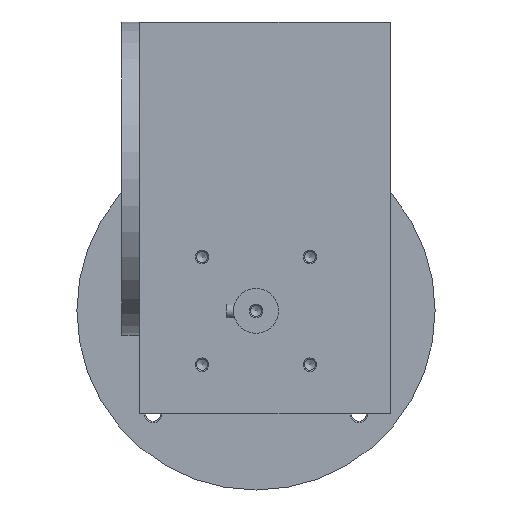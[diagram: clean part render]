
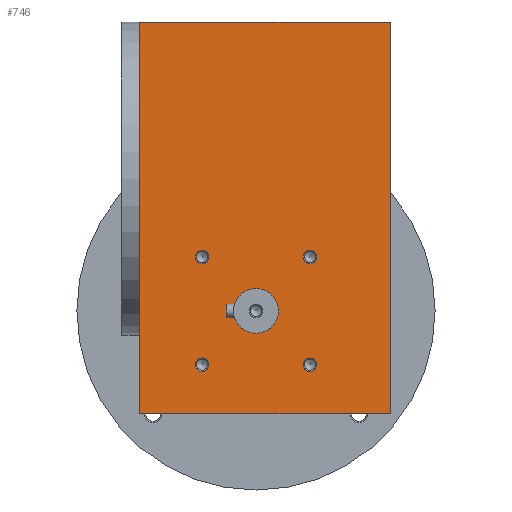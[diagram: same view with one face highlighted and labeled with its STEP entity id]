
A CAD part, left-side view. The second image highlights one B-rep face of the part: STEP entity #746.
In plain terms, the highlighted planar face has unit normal (-1, 0, 0).
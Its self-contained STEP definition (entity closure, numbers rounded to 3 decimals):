
#746 = ADVANCED_FACE( '', ( #1684, #1685, #1686, #1687, #1688, #1689 ), #1690, .F. );
#1684 = FACE_BOUND( '', #2794, .T. );
#1685 = FACE_BOUND( '', #2795, .T. );
#1686 = FACE_BOUND( '', #2796, .T. );
#1687 = FACE_BOUND( '', #2797, .T. );
#1688 = FACE_BOUND( '', #2798, .T. );
#1689 = FACE_OUTER_BOUND( '', #2799, .T. );
#1690 = PLANE( '', #2800 );
#2794 = EDGE_LOOP( '', ( #4599 ) );
#2795 = EDGE_LOOP( '', ( #4600 ) );
#2796 = EDGE_LOOP( '', ( #4601 ) );
#2797 = EDGE_LOOP( '', ( #4602 ) );
#2798 = EDGE_LOOP( '', ( #4603 ) );
#2799 = EDGE_LOOP( '', ( #4604, #4605, #4606, #4607, #4608 ) );
#2800 = AXIS2_PLACEMENT_3D( '', #4609, #4610, #4611 );
#4599 = ORIENTED_EDGE( '', *, *, #5711, .F. );
#4600 = ORIENTED_EDGE( '', *, *, #6231, .F. );
#4601 = ORIENTED_EDGE( '', *, *, #6232, .F. );
#4602 = ORIENTED_EDGE( '', *, *, #6167, .F. );
#4603 = ORIENTED_EDGE( '', *, *, #5708, .T. );
#4604 = ORIENTED_EDGE( '', *, *, #6233, .T. );
#4605 = ORIENTED_EDGE( '', *, *, #6206, .F. );
#4606 = ORIENTED_EDGE( '', *, *, #6234, .F. );
#4607 = ORIENTED_EDGE( '', *, *, #6235, .T. );
#4608 = ORIENTED_EDGE( '', *, *, #6236, .T. );
#4609 = CARTESIAN_POINT( '', ( -70., 56., 87.5 ) );
#4610 = DIRECTION( '', ( 1., 0., 0. ) );
#4611 = DIRECTION( '', ( 0., 0., -1. ) );
#5708 = EDGE_CURVE( '', #6673, #6673, #6674, .T. );
#5711 = EDGE_CURVE( '', #6678, #6678, #6679, .T. );
#6167 = EDGE_CURVE( '', #7386, #7386, #7387, .T. );
#6206 = EDGE_CURVE( '', #7445, #7440, #7447, .T. );
#6231 = EDGE_CURVE( '', #7478, #7478, #7479, .T. );
#6232 = EDGE_CURVE( '', #7480, #7480, #7481, .T. );
#6233 = EDGE_CURVE( '', #7482, #7440, #7483, .T. );
#6234 = EDGE_CURVE( '', #7484, #7445, #7485, .T. );
#6235 = EDGE_CURVE( '', #7484, #7256, #7486, .T. );
#6236 = EDGE_CURVE( '', #7256, #7482, #7487, .T. );
#6673 = VERTEX_POINT( '', #8005 );
#6674 = CIRCLE( '', #8006, 10. );
#6678 = VERTEX_POINT( '', #8010 );
#6679 = CIRCLE( '', #8011, 3. );
#7256 = VERTEX_POINT( '', #8795 );
#7386 = VERTEX_POINT( '', #8987 );
#7387 = CIRCLE( '', #8988, 3. );
#7440 = VERTEX_POINT( '', #9054 );
#7445 = VERTEX_POINT( '', #9061 );
#7447 = LINE( '', #9064, #9065 );
#7478 = VERTEX_POINT( '', #9103 );
#7479 = CIRCLE( '', #9104, 3. );
#7480 = VERTEX_POINT( '', #9105 );
#7481 = CIRCLE( '', #9106, 3. );
#7482 = VERTEX_POINT( '', #9107 );
#7483 = LINE( '', #9108, #9109 );
#7484 = VERTEX_POINT( '', #9110 );
#7485 = LINE( '', #9111, #9112 );
#7486 = LINE( '', #9113, #9114 );
#7487 = LINE( '', #9115, #9116 );
#8005 = CARTESIAN_POINT( '', ( -70., 4., -51.5 ) );
#8006 = AXIS2_PLACEMENT_3D( '', #9627, #9628, #9629 );
#8010 = CARTESIAN_POINT( '', ( -70., -20.042, -14.458 ) );
#8011 = AXIS2_PLACEMENT_3D( '', #9633, #9634, #9635 );
#8795 = CARTESIAN_POINT( '', ( -70., 56., 17.5 ) );
#8987 = CARTESIAN_POINT( '', ( -70., 28.042, -14.458 ) );
#8988 = AXIS2_PLACEMENT_3D( '', #10179, #10180, #10181 );
#9054 = CARTESIAN_POINT( '', ( -70., -56., -87.5 ) );
#9061 = CARTESIAN_POINT( '', ( -70., -56., 87.5 ) );
#9064 = CARTESIAN_POINT( '', ( -70., -56., 87.5 ) );
#9065 = VECTOR( '', #10228, 1000. );
#9103 = CARTESIAN_POINT( '', ( -70., 28.042, -62.542 ) );
#9104 = AXIS2_PLACEMENT_3D( '', #10257, #10258, #10259 );
#9105 = CARTESIAN_POINT( '', ( -70., -20.042, -62.542 ) );
#9106 = AXIS2_PLACEMENT_3D( '', #10260, #10261, #10262 );
#9107 = CARTESIAN_POINT( '', ( -70., 56., -87.5 ) );
#9108 = CARTESIAN_POINT( '', ( -70., 56., -87.5 ) );
#9109 = VECTOR( '', #10263, 1000. );
#9110 = CARTESIAN_POINT( '', ( -70., 56., 87.5 ) );
#9111 = CARTESIAN_POINT( '', ( -70., 56., 87.5 ) );
#9112 = VECTOR( '', #10264, 1000. );
#9113 = CARTESIAN_POINT( '', ( -70., 56., 87.5 ) );
#9114 = VECTOR( '', #10265, 1000. );
#9115 = CARTESIAN_POINT( '', ( -70., 56., 87.5 ) );
#9116 = VECTOR( '', #10266, 1000. );
#9627 = CARTESIAN_POINT( '', ( -70., 4., -41.5 ) );
#9628 = DIRECTION( '', ( 1., 0., 0. ) );
#9629 = DIRECTION( '', ( 0., 0., -1. ) );
#9633 = CARTESIAN_POINT( '', ( -70., -20.042, -17.458 ) );
#9634 = DIRECTION( '', ( -1., 0., 0. ) );
#9635 = DIRECTION( '', ( 0., 0., 1. ) );
#10179 = CARTESIAN_POINT( '', ( -70., 28.042, -17.458 ) );
#10180 = DIRECTION( '', ( -1., 0., 0. ) );
#10181 = DIRECTION( '', ( 0., 0., 1. ) );
#10228 = DIRECTION( '', ( 0., 0., -1. ) );
#10257 = CARTESIAN_POINT( '', ( -70., 28.042, -65.542 ) );
#10258 = DIRECTION( '', ( -1., 0., 0. ) );
#10259 = DIRECTION( '', ( 0., 0., 1. ) );
#10260 = CARTESIAN_POINT( '', ( -70., -20.042, -65.542 ) );
#10261 = DIRECTION( '', ( -1., 0., 0. ) );
#10262 = DIRECTION( '', ( 0., 0., 1. ) );
#10263 = DIRECTION( '', ( 0., -1., 0. ) );
#10264 = DIRECTION( '', ( 0., -1., 0. ) );
#10265 = DIRECTION( '', ( 0., 0., -1. ) );
#10266 = DIRECTION( '', ( 0., 0., -1. ) );
